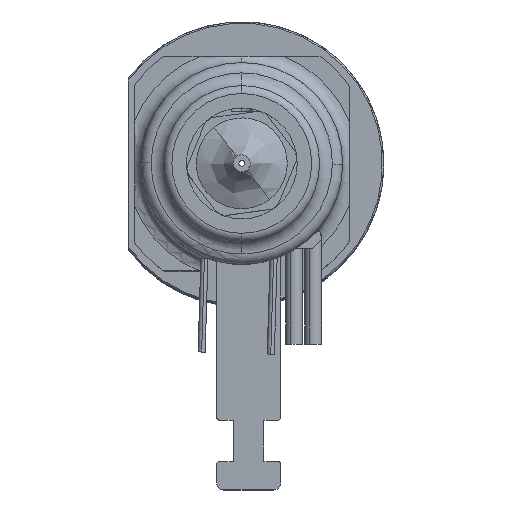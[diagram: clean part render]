
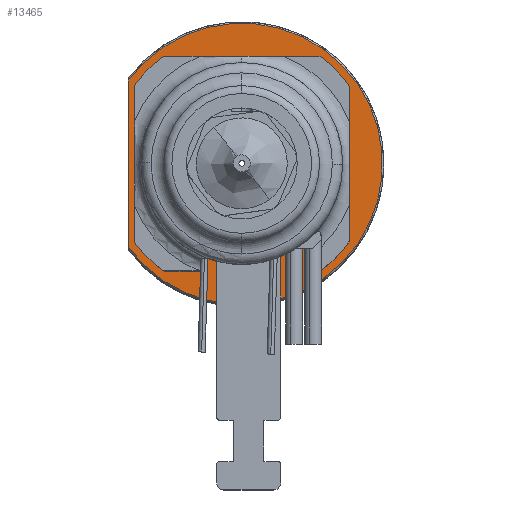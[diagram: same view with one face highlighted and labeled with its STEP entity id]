
A CAD part, top view. The second image highlights one B-rep face of the part: STEP entity #13465.
In plain terms, the highlighted planar face has unit normal (0, 0, 1).
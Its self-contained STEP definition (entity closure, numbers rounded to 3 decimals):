
#1449 = DIRECTION ( 'NONE',  ( 0., 0., 1. ) ) ;
#1549 = ORIENTED_EDGE ( 'NONE', *, *, #23551, .F. ) ;
#1589 = DIRECTION ( 'NONE',  ( 0., 0., 1. ) ) ;
#1615 = PLANE ( 'NONE',  #25048 ) ;
#2973 = CIRCLE ( 'NONE', #11345, 9.9 ) ;
#3657 = CARTESIAN_POINT ( 'NONE',  ( 0., 0., 0. ) ) ;
#3821 = CARTESIAN_POINT ( 'NONE',  ( 0., 0., 0. ) ) ;
#5200 = ORIENTED_EDGE ( 'NONE', *, *, #7731, .T. ) ;
#5486 = EDGE_CURVE ( 'NONE', #21840, #10293, #7170, .T. ) ;
#5617 = VECTOR ( 'NONE', #14418, 1000. ) ;
#5845 = ORIENTED_EDGE ( 'NONE', *, *, #5486, .F. ) ;
#5916 = CARTESIAN_POINT ( 'NONE',  ( -8., 15.848, 0. ) ) ;
#6147 = DIRECTION ( 'NONE',  ( 1., 0., 0. ) ) ;
#7170 = CIRCLE ( 'NONE', #24771, 5. ) ;
#7356 = EDGE_CURVE ( 'NONE', #27271, #24148, #16355, .T. ) ;
#7731 = EDGE_CURVE ( 'NONE', #24148, #27271, #2973, .T. ) ;
#8100 = CARTESIAN_POINT ( 'NONE',  ( 0., 0., 0. ) ) ;
#9535 = CARTESIAN_POINT ( 'NONE',  ( -8., -5.832, 0. ) ) ;
#10293 = VERTEX_POINT ( 'NONE', #16911 ) ;
#11345 = AXIS2_PLACEMENT_3D ( 'NONE', #8100, #1589, #18538 ) ;
#11930 = CARTESIAN_POINT ( 'NONE',  ( 5., 0., 0. ) ) ;
#12189 = AXIS2_PLACEMENT_3D ( 'NONE', #16590, #25028, #6147 ) ;
#13465 = ADVANCED_FACE ( 'NONE', ( #24658, #18436 ), #1615, .T. ) ;
#14418 = DIRECTION ( 'NONE',  ( 0., -1., 0. ) ) ;
#14556 = ORIENTED_EDGE ( 'NONE', *, *, #7356, .T. ) ;
#15293 = EDGE_LOOP ( 'NONE', ( #1549, #5845 ) ) ;
#16355 = LINE ( 'NONE', #5916, #5617 ) ;
#16590 = CARTESIAN_POINT ( 'NONE',  ( 0., 0., 0. ) ) ;
#16911 = CARTESIAN_POINT ( 'NONE',  ( -5., 0., 0. ) ) ;
#18436 = FACE_BOUND ( 'NONE', #15293, .T. ) ;
#18495 = EDGE_LOOP ( 'NONE', ( #14556, #5200 ) ) ;
#18538 = DIRECTION ( 'NONE',  ( 1., 0., 0. ) ) ;
#20502 = DIRECTION ( 'NONE',  ( 1., 0., 0. ) ) ;
#21431 = CIRCLE ( 'NONE', #12189, 5. ) ;
#21840 = VERTEX_POINT ( 'NONE', #11930 ) ;
#22438 = DIRECTION ( 'NONE',  ( 0., 0., 1. ) ) ;
#23184 = CARTESIAN_POINT ( 'NONE',  ( -8., 5.832, 0. ) ) ;
#23551 = EDGE_CURVE ( 'NONE', #10293, #21840, #21431, .T. ) ;
#24148 = VERTEX_POINT ( 'NONE', #9535 ) ;
#24209 = DIRECTION ( 'NONE',  ( 1., 0., 0. ) ) ;
#24658 = FACE_OUTER_BOUND ( 'NONE', #18495, .T. ) ;
#24771 = AXIS2_PLACEMENT_3D ( 'NONE', #3657, #1449, #24209 ) ;
#25028 = DIRECTION ( 'NONE',  ( 0., 0., 1. ) ) ;
#25048 = AXIS2_PLACEMENT_3D ( 'NONE', #3821, #22438, #20502 ) ;
#27271 = VERTEX_POINT ( 'NONE', #23184 ) ;
